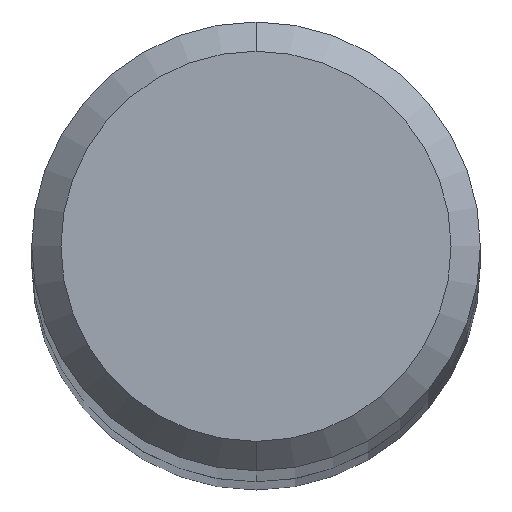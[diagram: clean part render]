
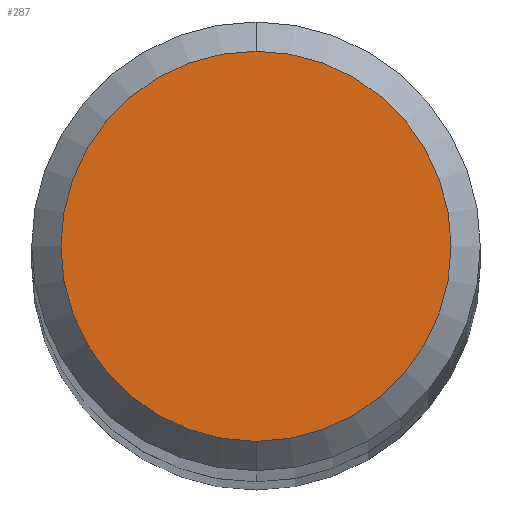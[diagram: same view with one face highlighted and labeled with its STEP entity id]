
A CAD part, top view. The second image highlights one B-rep face of the part: STEP entity #287.
In plain terms, the highlighted planar face has unit normal (0, 0, 1).
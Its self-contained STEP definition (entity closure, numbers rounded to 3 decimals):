
#175=VERTEX_POINT('',#450);
#253=EDGE_CURVE('',#175,#375,#536,.T.);
#287=ADVANCED_FACE('',(#574),#575,.T.);
#351=EDGE_CURVE('',#375,#175,#646,.T.);
#375=VERTEX_POINT('',#672);
#450=CARTESIAN_POINT('',(0.,-2.0,0.0));
#536=CIRCLE('',#914,2.0);
#574=FACE_OUTER_BOUND('',#959,.T.);
#575=PLANE('',#960);
#646=CIRCLE('',#1105,2.0);
#672=CARTESIAN_POINT('',(0.0,2.0,0.0));
#914=AXIS2_PLACEMENT_3D('',#1412,#1413,#1414);
#959=EDGE_LOOP('',(#1463,#1464));
#960=AXIS2_PLACEMENT_3D('',#1465,#1466,#1467);
#1105=AXIS2_PLACEMENT_3D('',#1556,#1557,#1558);
#1412=CARTESIAN_POINT('',(0.0,0.0,0.0));
#1413=DIRECTION('',(0.0,0.0,-1.0));
#1414=DIRECTION('',(0.0,1.0,0.0));
#1463=ORIENTED_EDGE('',*,*,#351,.F.);
#1464=ORIENTED_EDGE('',*,*,#253,.F.);
#1465=CARTESIAN_POINT('',(0.0,1.0,0.0));
#1466=DIRECTION('',(-0.0,0.0,1.0));
#1467=DIRECTION('',(0.0,-1.0,0.0));
#1556=CARTESIAN_POINT('',(0.0,0.0,0.0));
#1557=DIRECTION('',(0.0,0.0,-1.0));
#1558=DIRECTION('',(0.0,1.0,0.0));
